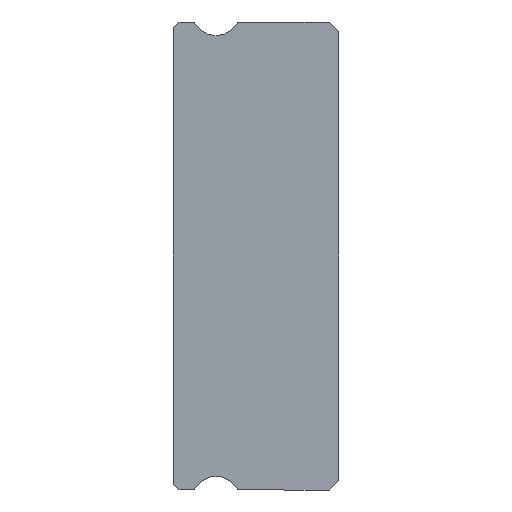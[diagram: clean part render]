
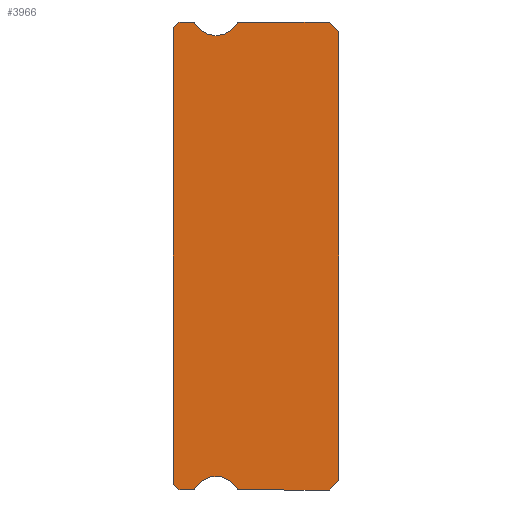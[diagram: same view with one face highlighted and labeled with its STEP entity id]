
A CAD part, left-side view. The second image highlights one B-rep face of the part: STEP entity #3966.
In plain terms, the highlighted planar face has unit normal (-1, 0, 0).
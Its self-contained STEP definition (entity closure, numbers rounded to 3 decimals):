
#182 = CARTESIAN_POINT ( 'NONE',  ( -20., 0.5, -12. ) ) ;
#191 = ORIENTED_EDGE ( 'NONE', *, *, #409, .F. ) ;
#231 = LINE ( 'NONE', #5772, #1357 ) ;
#242 = EDGE_CURVE ( 'NONE', #1271, #4967, #2797, .T. ) ;
#252 = CARTESIAN_POINT ( 'NONE',  ( -20., 6.3, 12.55 ) ) ;
#301 = CARTESIAN_POINT ( 'NONE',  ( -20., 8.5, 11.7 ) ) ;
#303 = VERTEX_POINT ( 'NONE', #1574 ) ;
#366 = LINE ( 'NONE', #5941, #3594 ) ;
#396 = DIRECTION ( 'NONE',  ( 0., -0.707, -0.707 ) ) ;
#409 = EDGE_CURVE ( 'NONE', #1271, #4522, #6277, .T. ) ;
#423 = VERTEX_POINT ( 'NONE', #6076 ) ;
#543 = DIRECTION ( 'NONE',  ( 0., 0., -1. ) ) ;
#561 = DIRECTION ( 'NONE',  ( 0., 0., -1. ) ) ;
#613 = DIRECTION ( 'NONE',  ( 0., 1., 0. ) ) ;
#867 = VECTOR ( 'NONE', #5233, 1000. ) ;
#877 = ORIENTED_EDGE ( 'NONE', *, *, #3503, .T. ) ;
#909 = DIRECTION ( 'NONE',  ( 0., -1., 0. ) ) ;
#993 = AXIS2_PLACEMENT_3D ( 'NONE', #5867, #2853, #3840 ) ;
#1105 = CARTESIAN_POINT ( 'NONE',  ( -20., 7.512, -12. ) ) ;
#1181 = AXIS2_PLACEMENT_3D ( 'NONE', #4140, #3092, #1605 ) ;
#1199 = CARTESIAN_POINT ( 'NONE',  ( -20., 8.2, -12. ) ) ;
#1246 = CARTESIAN_POINT ( 'NONE',  ( -20., 7.383, -11.925 ) ) ;
#1256 = DIRECTION ( 'NONE',  ( 0., 0., 1. ) ) ;
#1271 = VERTEX_POINT ( 'NONE', #3868 ) ;
#1274 = ORIENTED_EDGE ( 'NONE', *, *, #3282, .T. ) ;
#1305 = AXIS2_PLACEMENT_3D ( 'NONE', #3375, #4894, #5384 ) ;
#1324 = CARTESIAN_POINT ( 'NONE',  ( -20., 8.2, 12. ) ) ;
#1337 = LINE ( 'NONE', #3369, #5698 ) ;
#1357 = VECTOR ( 'NONE', #1256, 1000. ) ;
#1430 = CARTESIAN_POINT ( 'NONE',  ( -20., 8.5, 11.85 ) ) ;
#1494 = DIRECTION ( 'NONE',  ( -1., 0., 0. ) ) ;
#1543 = ORIENTED_EDGE ( 'NONE', *, *, #3776, .F. ) ;
#1574 = CARTESIAN_POINT ( 'NONE',  ( -20., 5.088, -12. ) ) ;
#1605 = DIRECTION ( 'NONE',  ( 0., 0., -1. ) ) ;
#1701 = VECTOR ( 'NONE', #3523, 1000. ) ;
#2030 = DIRECTION ( 'NONE',  ( 1., 0., 0. ) ) ;
#2103 = ORIENTED_EDGE ( 'NONE', *, *, #2214, .F. ) ;
#2131 = CIRCLE ( 'NONE', #4570, 1.25 ) ;
#2214 = EDGE_CURVE ( 'NONE', #2908, #3746, #2217, .T. ) ;
#2217 = CIRCLE ( 'NONE', #5904, 1.25 ) ;
#2337 = DIRECTION ( 'NONE',  ( 1., 0., 0. ) ) ;
#2344 = DIRECTION ( 'NONE',  ( -1., 0., 0. ) ) ;
#2399 = VERTEX_POINT ( 'NONE', #182 ) ;
#2652 = CARTESIAN_POINT ( 'NONE',  ( -20., 7.512, -12. ) ) ;
#2744 = ORIENTED_EDGE ( 'NONE', *, *, #4943, .F. ) ;
#2797 = LINE ( 'NONE', #1324, #4181 ) ;
#2836 = CARTESIAN_POINT ( 'NONE',  ( -20., 7.512, -11.85 ) ) ;
#2853 = DIRECTION ( 'NONE',  ( 1., 0., 0. ) ) ;
#2908 = VERTEX_POINT ( 'NONE', #5562 ) ;
#2976 = CARTESIAN_POINT ( 'NONE',  ( -20., 6.3, -12.55 ) ) ;
#2993 = DIRECTION ( 'NONE',  ( 0., 0., -1. ) ) ;
#3052 = EDGE_CURVE ( 'NONE', #423, #2399, #3887, .T. ) ;
#3062 = ORIENTED_EDGE ( 'NONE', *, *, #4454, .F. ) ;
#3073 = VECTOR ( 'NONE', #613, 1000. ) ;
#3088 = VECTOR ( 'NONE', #5885, 1000. ) ;
#3092 = DIRECTION ( 'NONE',  ( 1., 0., 0. ) ) ;
#3174 = CARTESIAN_POINT ( 'NONE',  ( -20., 5.217, 11.925 ) ) ;
#3231 = LINE ( 'NONE', #3699, #867 ) ;
#3258 = DIRECTION ( 'NONE',  ( 0., 1., 0. ) ) ;
#3268 = EDGE_LOOP ( 'NONE', ( #5531, #4032, #6114, #3696, #5516, #2744, #1543, #4146, #1274, #4359, #3062, #3595, #2103, #4379, #191, #6532, #877 ) ) ;
#3282 = EDGE_CURVE ( 'NONE', #423, #4677, #231, .T. ) ;
#3369 = CARTESIAN_POINT ( 'NONE',  ( -20., 7.512, 12. ) ) ;
#3375 = CARTESIAN_POINT ( 'NONE',  ( -20., 5.088, 11.85 ) ) ;
#3415 = EDGE_CURVE ( 'NONE', #3441, #4197, #366, .T. ) ;
#3441 = VERTEX_POINT ( 'NONE', #5421 ) ;
#3453 = LINE ( 'NONE', #301, #3487 ) ;
#3487 = VECTOR ( 'NONE', #5450, 1000. ) ;
#3503 = EDGE_CURVE ( 'NONE', #4967, #4198, #3453, .T. ) ;
#3523 = DIRECTION ( 'NONE',  ( 0., -0.707, -0.707 ) ) ;
#3590 = LINE ( 'NONE', #3615, #1701 ) ;
#3594 = VECTOR ( 'NONE', #396, 1000. ) ;
#3595 = ORIENTED_EDGE ( 'NONE', *, *, #3978, .F. ) ;
#3615 = CARTESIAN_POINT ( 'NONE',  ( -20., 0.5, 12. ) ) ;
#3622 = CIRCLE ( 'NONE', #1181, 0.15 ) ;
#3696 = ORIENTED_EDGE ( 'NONE', *, *, #6370, .F. ) ;
#3699 = CARTESIAN_POINT ( 'NONE',  ( -20., 7.512, -12. ) ) ;
#3746 = VERTEX_POINT ( 'NONE', #3174 ) ;
#3776 = EDGE_CURVE ( 'NONE', #2399, #303, #5759, .T. ) ;
#3812 = VERTEX_POINT ( 'NONE', #1246 ) ;
#3840 = DIRECTION ( 'NONE',  ( 0., 0., -1. ) ) ;
#3868 = CARTESIAN_POINT ( 'NONE',  ( -20., 7.512, 12. ) ) ;
#3884 = DIRECTION ( 'NONE',  ( -1., 0., 0. ) ) ;
#3887 = LINE ( 'NONE', #3921, #3088 ) ;
#3921 = CARTESIAN_POINT ( 'NONE',  ( -20., 0., -11.5 ) ) ;
#3960 = CARTESIAN_POINT ( 'NONE',  ( -20., 7.383, 11.925 ) ) ;
#3966 = ADVANCED_FACE ( 'NONE', ( #5837 ), #5349, .F. ) ;
#3971 = CARTESIAN_POINT ( 'NONE',  ( -20., 0., 11.5 ) ) ;
#3978 = EDGE_CURVE ( 'NONE', #3746, #5389, #6050, .T. ) ;
#4017 = CARTESIAN_POINT ( 'NONE',  ( -20., 5.217, -11.925 ) ) ;
#4032 = ORIENTED_EDGE ( 'NONE', *, *, #3415, .T. ) ;
#4048 = CARTESIAN_POINT ( 'NONE',  ( -20., 7.512, 11.85 ) ) ;
#4140 = CARTESIAN_POINT ( 'NONE',  ( -20., 5.088, -11.85 ) ) ;
#4146 = ORIENTED_EDGE ( 'NONE', *, *, #3052, .F. ) ;
#4181 = VECTOR ( 'NONE', #3258, 1000. ) ;
#4197 = VERTEX_POINT ( 'NONE', #1199 ) ;
#4198 = VERTEX_POINT ( 'NONE', #6185 ) ;
#4254 = EDGE_CURVE ( 'NONE', #4197, #5476, #3231, .T. ) ;
#4359 = ORIENTED_EDGE ( 'NONE', *, *, #4900, .F. ) ;
#4379 = ORIENTED_EDGE ( 'NONE', *, *, #4424, .F. ) ;
#4417 = AXIS2_PLACEMENT_3D ( 'NONE', #2836, #2337, #6346 ) ;
#4424 = EDGE_CURVE ( 'NONE', #4522, #2908, #6025, .T. ) ;
#4454 = EDGE_CURVE ( 'NONE', #5389, #6473, #1337, .T. ) ;
#4510 = CARTESIAN_POINT ( 'NONE',  ( -20., 8.2, 12. ) ) ;
#4522 = VERTEX_POINT ( 'NONE', #3960 ) ;
#4531 = EDGE_CURVE ( 'NONE', #4856, #3812, #2131, .T. ) ;
#4570 = AXIS2_PLACEMENT_3D ( 'NONE', #2976, #1494, #543 ) ;
#4677 = VERTEX_POINT ( 'NONE', #3971 ) ;
#4856 = VERTEX_POINT ( 'NONE', #4017 ) ;
#4876 = CARTESIAN_POINT ( 'NONE',  ( -20., 6.3, 12.55 ) ) ;
#4894 = DIRECTION ( 'NONE',  ( 1., 0., 0. ) ) ;
#4900 = EDGE_CURVE ( 'NONE', #6473, #4677, #3590, .T. ) ;
#4943 = EDGE_CURVE ( 'NONE', #303, #4856, #3622, .T. ) ;
#4967 = VERTEX_POINT ( 'NONE', #4510 ) ;
#5233 = DIRECTION ( 'NONE',  ( 0., -1., 0. ) ) ;
#5290 = AXIS2_PLACEMENT_3D ( 'NONE', #252, #2344, #6424 ) ;
#5349 = PLANE ( 'NONE',  #993 ) ;
#5384 = DIRECTION ( 'NONE',  ( 0., 0., -1. ) ) ;
#5389 = VERTEX_POINT ( 'NONE', #6478 ) ;
#5421 = CARTESIAN_POINT ( 'NONE',  ( -20., 8.5, -11.7 ) ) ;
#5450 = DIRECTION ( 'NONE',  ( 0., 0.707, -0.707 ) ) ;
#5476 = VERTEX_POINT ( 'NONE', #2652 ) ;
#5516 = ORIENTED_EDGE ( 'NONE', *, *, #4531, .F. ) ;
#5522 = CARTESIAN_POINT ( 'NONE',  ( -20., 0.5, 12. ) ) ;
#5531 = ORIENTED_EDGE ( 'NONE', *, *, #6495, .F. ) ;
#5562 = CARTESIAN_POINT ( 'NONE',  ( -20., 6.3, 11.3 ) ) ;
#5698 = VECTOR ( 'NONE', #909, 1000. ) ;
#5748 = AXIS2_PLACEMENT_3D ( 'NONE', #4048, #2030, #561 ) ;
#5759 = LINE ( 'NONE', #1105, #3073 ) ;
#5772 = CARTESIAN_POINT ( 'NONE',  ( -20., 0., 11.5 ) ) ;
#5837 = FACE_OUTER_BOUND ( 'NONE', #3268, .T. ) ;
#5867 = CARTESIAN_POINT ( 'NONE',  ( -20., 7.512, 11.85 ) ) ;
#5876 = CIRCLE ( 'NONE', #4417, 0.15 ) ;
#5880 = VECTOR ( 'NONE', #6446, 1000. ) ;
#5885 = DIRECTION ( 'NONE',  ( 0., 0.707, -0.707 ) ) ;
#5904 = AXIS2_PLACEMENT_3D ( 'NONE', #4876, #3884, #2993 ) ;
#5941 = CARTESIAN_POINT ( 'NONE',  ( -20., 8.2, -12. ) ) ;
#6025 = CIRCLE ( 'NONE', #5290, 1.25 ) ;
#6050 = CIRCLE ( 'NONE', #1305, 0.15 ) ;
#6076 = CARTESIAN_POINT ( 'NONE',  ( -20., 0., -11.5 ) ) ;
#6114 = ORIENTED_EDGE ( 'NONE', *, *, #4254, .T. ) ;
#6185 = CARTESIAN_POINT ( 'NONE',  ( -20., 8.5, 11.7 ) ) ;
#6277 = CIRCLE ( 'NONE', #5748, 0.15 ) ;
#6346 = DIRECTION ( 'NONE',  ( 0., 0., -1. ) ) ;
#6370 = EDGE_CURVE ( 'NONE', #3812, #5476, #5876, .T. ) ;
#6424 = DIRECTION ( 'NONE',  ( 0., 0., -1. ) ) ;
#6446 = DIRECTION ( 'NONE',  ( 0., 0., 1. ) ) ;
#6473 = VERTEX_POINT ( 'NONE', #5522 ) ;
#6478 = CARTESIAN_POINT ( 'NONE',  ( -20., 5.088, 12. ) ) ;
#6495 = EDGE_CURVE ( 'NONE', #3441, #4198, #6517, .T. ) ;
#6517 = LINE ( 'NONE', #1430, #5880 ) ;
#6532 = ORIENTED_EDGE ( 'NONE', *, *, #242, .T. ) ;
